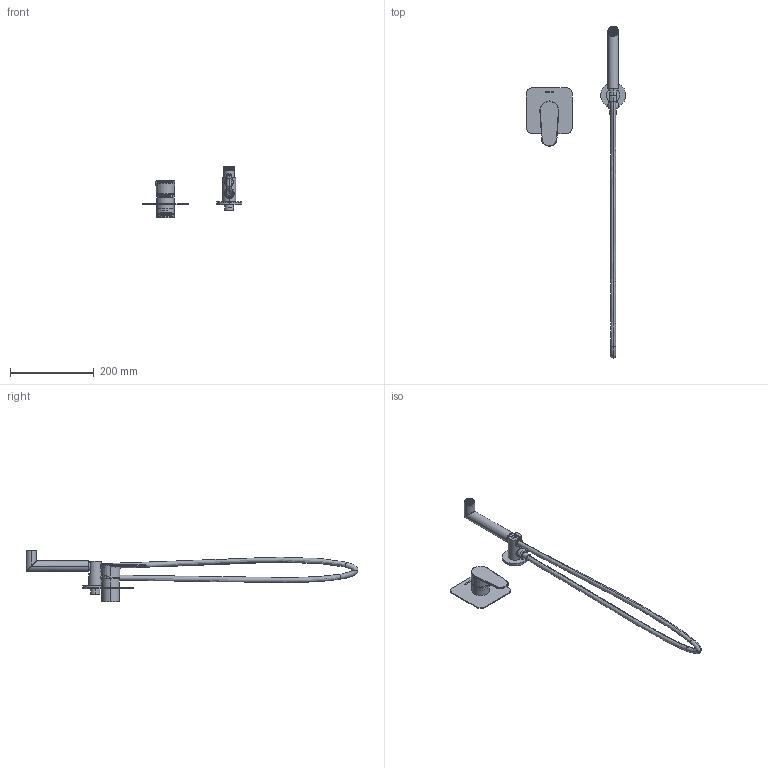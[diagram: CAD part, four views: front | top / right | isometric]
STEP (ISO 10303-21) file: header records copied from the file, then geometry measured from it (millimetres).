
FILE_DESCRIPTION (( 'STEP AP203' ), '1' );
FILE_NAME ('36F308298.STEP', '2025-07-03T08:07:55', ( '' ), ( '' ), 'SwSTEP 2.0', 'SolidWorks 2021', '' );
FILE_SCHEMA (( 'CONFIG_CONTROL_DESIGN' ));
Length unit declared in the file: millimetre
Products named in the file (1): 36F308298
Bounding box: 237.36 x 792.65 x 122.05 mm (x, y, z)
Volume: 265021.2 mm3; surface area: 161448.7 mm2
Topology: 11 solids, 11 shells, 1414 faces, 3531 edges, 2310 vertices
Faces by surface type: plane 1121, cylinder 179, cone 45, bspline 38, torus 29, sphere 2
Entity records: 49067 total; most frequent: CARTESIAN_POINT 15361, ORIENTED_EDGE 7042, DIRECTION 6543, EDGE_CURVE 3521, VECTOR 2913, LINE 2913, VERTEX_POINT 2310, AXIS2_PLACEMENT_3D 1815
